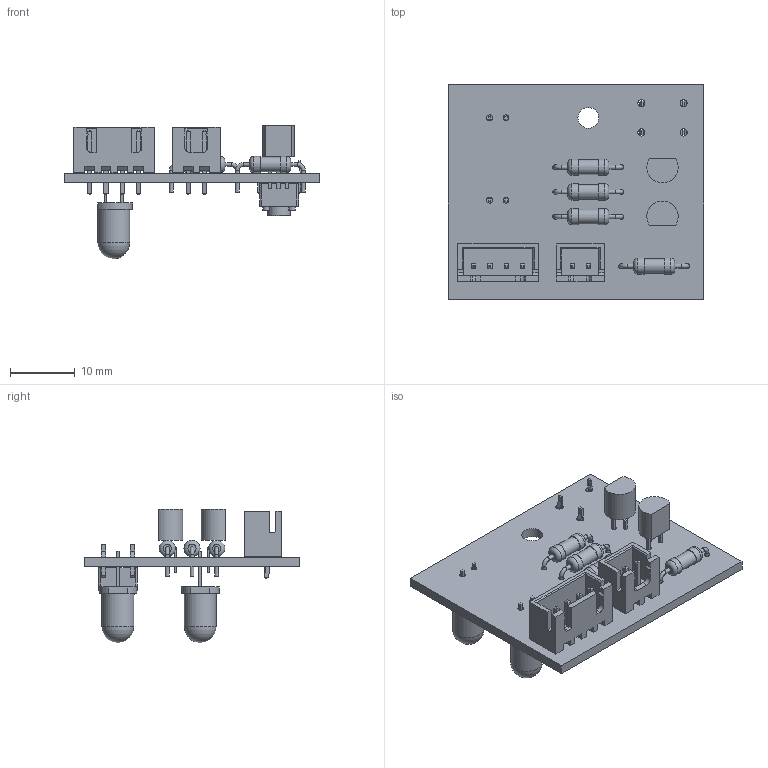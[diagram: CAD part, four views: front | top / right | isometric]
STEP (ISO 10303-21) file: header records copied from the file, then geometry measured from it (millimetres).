
FILE_DESCRIPTION(('KiCad electronic assembly'),'2;1');
FILE_NAME('Control Panel Breakout THT.step','2025-10-22T18:05:43',( 'Pcbnew'),('Kicad'),'Open CASCADE STEP processor 7.6', 'KiCad to STEP converter','Unknown');
FILE_SCHEMA(('AUTOMOTIVE_DESIGN { 1 0 10303 214 1 1 1 1 }'));
Length unit declared in the file: millimetre
Products named in the file (8): Control Panel Breakout THT 1; JST_XH_B4B-XH-A_1x04_P2.50mm_Vertical; R_Axial_DIN0207_L6.3mm_D2.5mm_P10.16mm_Horizontal; TO-92; JST_XH_B2B-XH-A_1x02_P2.50mm_Vertical; LED_D5.0mm; SW_PUSH_6mm_H5mm; Control Panel Breakout THT_PCB
Assembly tree (12 placements, depth 2):
  Control Panel Breakout THT 1
    JST_XH_B4B-XH-A_1x04_P2.50mm_Vertical
    R_Axial_DIN0207_L6.3mm_D2.5mm_P10.16mm_Horizontal  x4
    TO-92  x2
    JST_XH_B2B-XH-A_1x02_P2.50mm_Vertical
    LED_D5.0mm  x2
    SW_PUSH_6mm_H5mm
    Control Panel Breakout THT_PCB
Bounding box: 39.37 x 33.02 x 20.58 mm (x, y, z)
Volume: 3059.3 mm3; surface area: 5069.9 mm2
Topology: 12 solids, 12 shells, 516 faces, 1268 edges, 819 vertices
Faces by surface type: plane 385, cylinder 112, torus 17, sphere 2
Full cylindrical faces by diameter (mm): 0.6 x16, 0.75 x6, 0.8 x8, 0.9 x4, 0.95 x4, 1 x6, 1.1 x4, 2.25 x4, 2.5 x8, 3.2 x1, 3.5 x1, 4.9 x2
Entity records: 13067 total; most frequent: CARTESIAN_POINT 2248, ORIENTED_EDGE 2194, DIRECTION 2156, EDGE_CURVE 1097, LINE 916, VECTOR 916, VERTEX_POINT 712, AXIS2_PLACEMENT_3D 620
